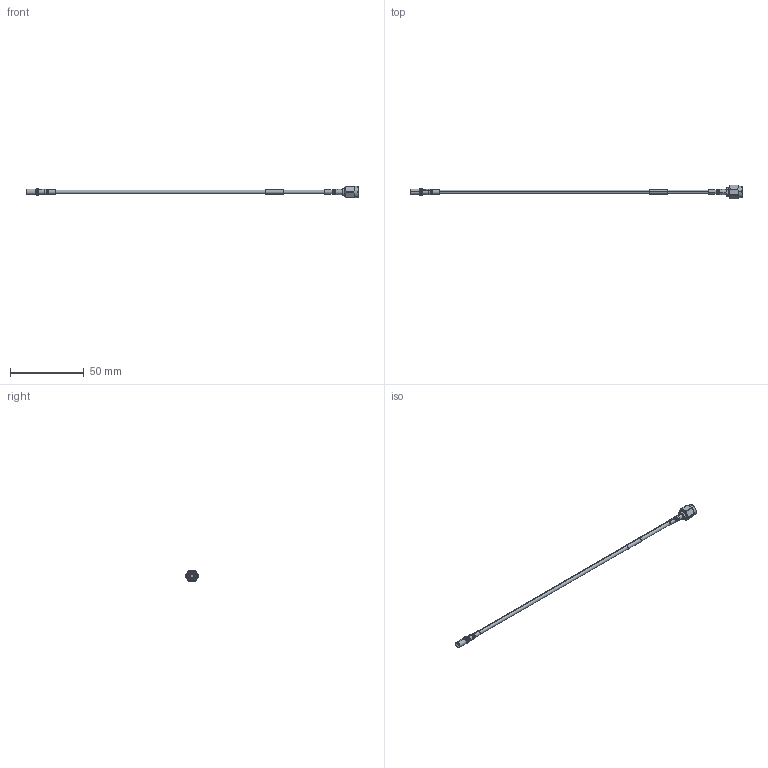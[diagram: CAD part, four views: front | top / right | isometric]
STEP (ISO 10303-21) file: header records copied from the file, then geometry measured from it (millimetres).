
FILE_DESCRIPTION (( 'STEP AP214' ), '1' );
FILE_NAME ('FMCA9750_3D.step', '2024-02-21T16:16:21', ( '' ), ( '' ), 'SwSTEP 2.0', 'SolidWorks 2022', '' );
FILE_SCHEMA (( 'AUTOMOTIVE_DESIGN' ));
Length unit declared in the file: inch
Products named in the file (6): PE45415; 1AW01-003_.110 ID; PE-P086HF_8 in Length; CA-PE-P086_2_Heatshrink_LONG; PE45540; FMCA9750_3D
Assembly tree (6 placements, depth 2):
  FMCA9750_3D
    PE-P086HF_8 in Length
    1AW01-003_.110 ID
    PE45415
    PE45540
    CA-PE-P086_2_Heatshrink_LONG  x2
Bounding box: 225.5 x 8.88 x 7.92 mm (x, y, z)
Volume: 1694.8 mm3; surface area: 3200.2 mm2
Topology: 8 solids, 8 shells, 185 faces, 420 edges, 261 vertices
Faces by surface type: cylinder 99, plane 38, cone 23, torus 22, bspline 3
Entity records: 6398 total; most frequent: CARTESIAN_POINT 2184, DIRECTION 859, ORIENTED_EDGE 752, EDGE_CURVE 376, AXIS2_PLACEMENT_3D 367, VERTEX_POINT 237, EDGE_LOOP 203, CIRCLE 198
